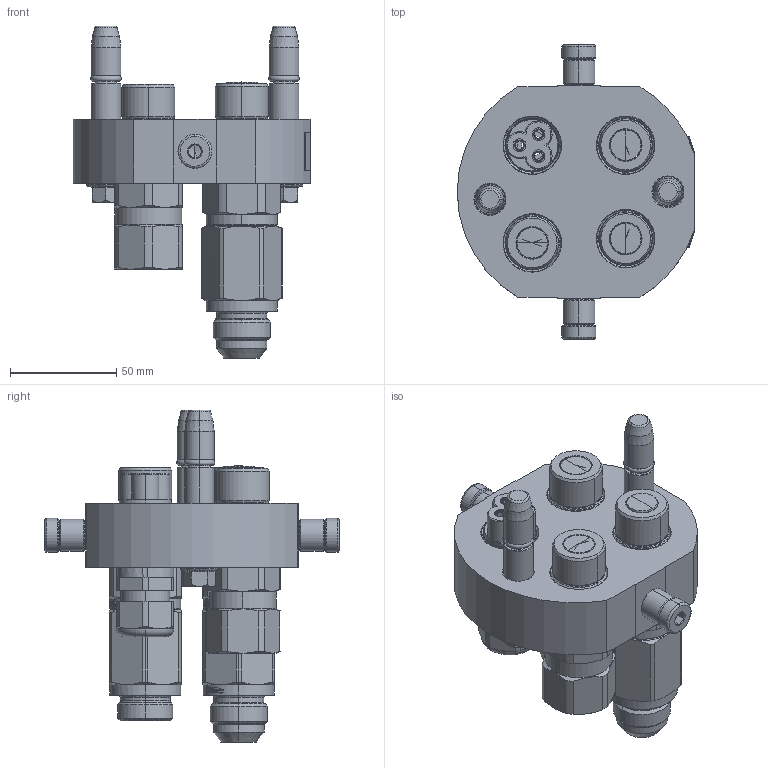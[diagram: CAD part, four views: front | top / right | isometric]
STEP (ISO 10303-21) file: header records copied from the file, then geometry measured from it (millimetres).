
FILE_DESCRIPTION (( 'STEP AP214' ), '1' );
FILE_NAME ('FASTER.step', '2024-12-23T14:38:23', ( '' ), ( '' ), 'SwSTEP 2.0', 'SolidWorks 2017', '' );
FILE_SCHEMA (( 'AUTOMOTIVE_DESIGN' ));
Length unit declared in the file: millimetre
Products named in the file (17): 2ffnp12-18g_m; 3ffnp12-2_26m; 3ffnp1213_34sm; 4830_021_0000_000; 4830_013_3000_030; 4830_028_1000_011; 4830_044_0000_000; 4830_010_0000_022; P508_M_BASE; FASTER; 1540_080_0008_000; et002_piegata; or2_62x9_19_m; conn_3p_m; corpospel08-3m
Assembly tree (23 placements, depth 3):
  FASTER
    P508_M_BASE
      4830_010_0000_022
      4830_013_3000_030  x2
      4830_028_1000_011  x2
      4830_021_0000_000  x2
      1540_080_0008_000  x2
      or2_62x9_19_m  x2
    conn_3p_m
      4830_044_0000_000  x3
      corpospel08-3m
    2ffnp12-18g_m
    3ffnp12-2_26m
      3ffnp12-2_26m
    3ffnp1213_34sm
      3ffnp1213_34sm
    et002_piegata
Bounding box: 111.8 x 138.6 x 156.3 mm (x, y, z)
Volume: 39341.7 mm3; surface area: 131209.4 mm2
Topology: 8 solids, 51 shells, 1877 faces, 5017 edges, 3221 vertices
Faces by surface type: plane 863, cylinder 430, cone 370, torus 149, bspline 59, sphere 6
Entity records: 68330 total; most frequent: CARTESIAN_POINT 18104, ORIENTED_EDGE 8324, DIRECTION 8093, EDGE_CURVE 4457, VERTEX_POINT 2889, AXIS2_PLACEMENT_3D 2801, VECTOR 2491, LINE 2491
